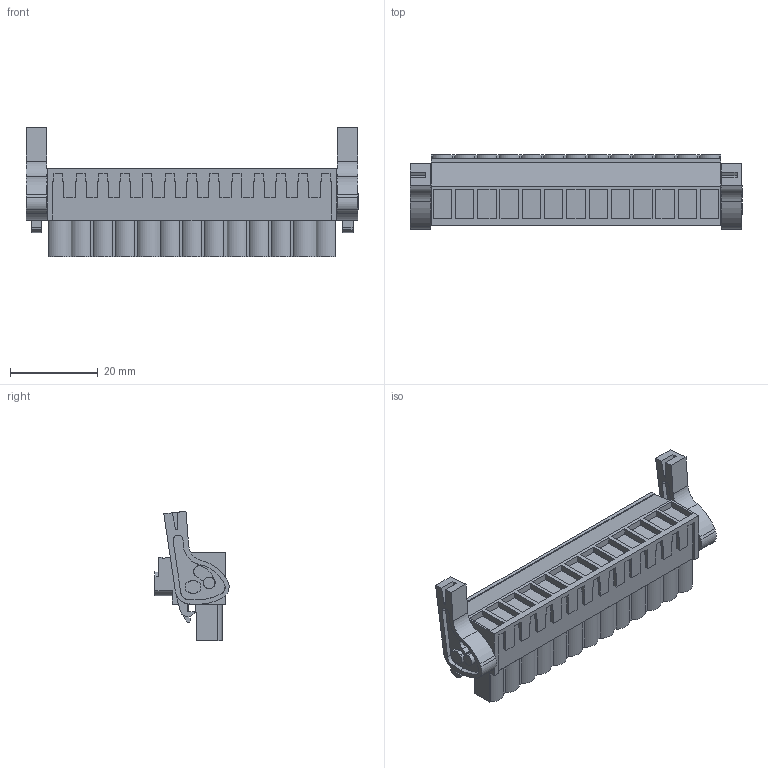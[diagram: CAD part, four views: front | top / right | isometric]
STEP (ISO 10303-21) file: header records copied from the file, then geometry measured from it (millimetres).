
FILE_DESCRIPTION(('CATIA V5 STEP','CAx-IF Rec.Pracs.--- Model Styling and Organization---1.2---2011-12-15'),'2;1');
FILE_NAME ('D1459984_0_1944940000_1944940000.stp','2017-05-22T13:36:54+00:00',('none'),('Weidmueller'),'CATIA Version 5-6 Release 2014','CATIA V5 STEP AP214','none');
FILE_SCHEMA(('AUTOMOTIVE_DESIGN { 1 0 10303 214 1 1 1 1 }'));
Length unit declared in the file: millimetre
Products named in the file (1): 1944940000
Bounding box: 75.74 x 16.91 x 29.52 mm (x, y, z)
Volume: 13451.1 mm3; surface area: 9554 mm2
Topology: 16 solids, 16 shells, 1010 faces, 2835 edges, 1920 vertices
Faces by surface type: plane 819, cylinder 151, extrusion 40
Entity records: 30338 total; most frequent: CARTESIAN_POINT 6120, ORIENTED_EDGE 5670, DIRECTION 3809, EDGE_CURVE 2835, VECTOR 2427, LINE 2387, VERTEX_POINT 1920, EDGE_LOOP 1081
